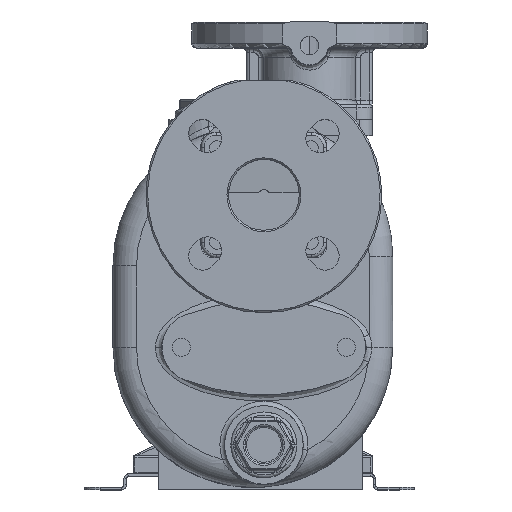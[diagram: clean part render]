
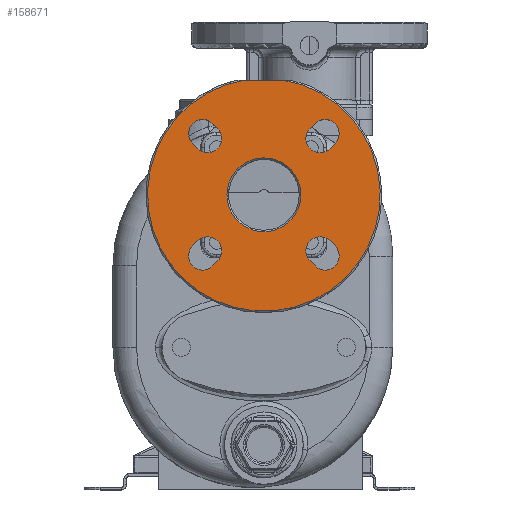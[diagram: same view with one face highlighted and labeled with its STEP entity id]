
A CAD part, top view. The second image highlights one B-rep face of the part: STEP entity #158671.
In plain terms, the highlighted planar face has unit normal (0, 0, 1).
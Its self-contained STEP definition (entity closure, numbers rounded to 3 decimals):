
#34526=CARTESIAN_POINT('',(7.,97.,132.));
#34527=DIRECTION('',(0.,0.,1.));
#34528=DIRECTION('',(-0.164,0.986,0.));
#34529=AXIS2_PLACEMENT_3D('',#34526,#34527,#34528);
#34552=DIRECTION('',(1.,0.,0.));
#34553=VECTOR('',#34552,24.249);
#34554=CARTESIAN_POINT('',(-5.124,170.,132.));
#34555=LINE('',#34554,#34553);
#34556=CARTESIAN_POINT('',(7.,97.,132.));
#34557=DIRECTION('',(0.,0.,1.));
#34558=DIRECTION('',(0.,1.,0.));
#34559=AXIS2_PLACEMENT_3D('',#34556,#34557,#34558);
#34561=CARTESIAN_POINT('',(7.,97.,132.));
#34562=DIRECTION('',(0.,0.,1.));
#34563=DIRECTION('',(0.,-1.,0.));
#34564=AXIS2_PLACEMENT_3D('',#34561,#34562,#34563);
#34566=DIRECTION('',(0.707,0.707,0.));
#34567=VECTOR('',#34566,4.5);
#34568=CARTESIAN_POINT('',(49.073,126.345,132.));
#34569=LINE('',#34568,#34567);
#34570=CARTESIAN_POINT('',(45.891,135.891,132.));
#34571=DIRECTION('',(0.,0.,1.));
#34572=DIRECTION('',(0.707,-0.707,0.));
#34573=AXIS2_PLACEMENT_3D('',#34570,#34571,#34572);
#34575=DIRECTION('',(-0.707,-0.707,0.));
#34576=VECTOR('',#34575,4.5);
#34577=CARTESIAN_POINT('',(39.527,142.255,132.));
#34578=LINE('',#34577,#34576);
#34579=CARTESIAN_POINT('',(42.709,132.709,132.));
#34580=DIRECTION('',(0.,0.,1.));
#34581=DIRECTION('',(-0.707,0.707,0.));
#34582=AXIS2_PLACEMENT_3D('',#34579,#34580,#34581);
#34584=DIRECTION('',(-0.707,0.707,0.));
#34585=VECTOR('',#34584,4.5);
#34586=CARTESIAN_POINT('',(-22.345,139.073,132.));
#34587=LINE('',#34586,#34585);
#34588=CARTESIAN_POINT('',(-31.891,135.891,132.));
#34589=DIRECTION('',(0.,0.,1.));
#34590=DIRECTION('',(0.707,0.707,0.));
#34591=AXIS2_PLACEMENT_3D('',#34588,#34589,#34590);
#34593=DIRECTION('',(0.707,-0.707,0.));
#34594=VECTOR('',#34593,4.5);
#34595=CARTESIAN_POINT('',(-38.255,129.527,132.));
#34596=LINE('',#34595,#34594);
#34597=CARTESIAN_POINT('',(-28.709,132.709,132.));
#34598=DIRECTION('',(0.,0.,1.));
#34599=DIRECTION('',(-0.707,-0.707,0.));
#34600=AXIS2_PLACEMENT_3D('',#34597,#34598,#34599);
#34602=DIRECTION('',(-0.707,-0.707,0.));
#34603=VECTOR('',#34602,4.5);
#34604=CARTESIAN_POINT('',(-35.073,67.655,132.));
#34605=LINE('',#34604,#34603);
#34606=CARTESIAN_POINT('',(-31.891,58.109,132.));
#34607=DIRECTION('',(0.,0.,1.));
#34608=DIRECTION('',(-0.707,0.707,0.));
#34609=AXIS2_PLACEMENT_3D('',#34606,#34607,#34608);
#34611=DIRECTION('',(0.707,0.707,0.));
#34612=VECTOR('',#34611,4.5);
#34613=CARTESIAN_POINT('',(-25.527,51.745,132.));
#34614=LINE('',#34613,#34612);
#34615=CARTESIAN_POINT('',(-28.709,61.291,132.));
#34616=DIRECTION('',(0.,0.,1.));
#34617=DIRECTION('',(0.707,-0.707,0.));
#34618=AXIS2_PLACEMENT_3D('',#34615,#34616,#34617);
#34620=DIRECTION('',(0.707,-0.707,0.));
#34621=VECTOR('',#34620,4.5);
#34622=CARTESIAN_POINT('',(36.345,54.927,132.));
#34623=LINE('',#34622,#34621);
#34624=CARTESIAN_POINT('',(45.891,58.109,132.));
#34625=DIRECTION('',(0.,0.,1.));
#34626=DIRECTION('',(-0.707,-0.707,0.));
#34627=AXIS2_PLACEMENT_3D('',#34624,#34625,#34626);
#34629=DIRECTION('',(-0.707,0.707,0.));
#34630=VECTOR('',#34629,4.5);
#34631=CARTESIAN_POINT('',(52.255,64.473,132.));
#34632=LINE('',#34631,#34630);
#34633=CARTESIAN_POINT('',(42.709,61.291,132.));
#34634=DIRECTION('',(0.,0.,1.));
#34635=DIRECTION('',(0.707,0.707,0.));
#34636=AXIS2_PLACEMENT_3D('',#34633,#34634,#34635);
#88811=CARTESIAN_POINT('',(49.073,126.345,132.));
#88812=CARTESIAN_POINT('',(52.255,129.527,132.));
#88813=VERTEX_POINT('',#88811);
#88814=VERTEX_POINT('',#88812);
#88815=CARTESIAN_POINT('',(39.527,142.255,132.));
#88816=VERTEX_POINT('',#88815);
#88817=CARTESIAN_POINT('',(36.345,139.073,132.));
#88818=VERTEX_POINT('',#88817);
#88827=CARTESIAN_POINT('',(-22.345,139.073,132.));
#88828=CARTESIAN_POINT('',(-25.527,142.255,132.));
#88829=VERTEX_POINT('',#88827);
#88830=VERTEX_POINT('',#88828);
#88831=CARTESIAN_POINT('',(-38.255,129.527,132.));
#88832=VERTEX_POINT('',#88831);
#88833=CARTESIAN_POINT('',(-35.073,126.345,132.));
#88834=VERTEX_POINT('',#88833);
#88843=CARTESIAN_POINT('',(-35.073,67.655,132.));
#88844=CARTESIAN_POINT('',(-38.255,64.473,132.));
#88845=VERTEX_POINT('',#88843);
#88846=VERTEX_POINT('',#88844);
#88847=CARTESIAN_POINT('',(-25.527,51.745,132.));
#88848=VERTEX_POINT('',#88847);
#88849=CARTESIAN_POINT('',(-22.345,54.927,132.));
#88850=VERTEX_POINT('',#88849);
#88859=CARTESIAN_POINT('',(36.345,54.927,132.));
#88860=CARTESIAN_POINT('',(39.527,51.745,132.));
#88861=VERTEX_POINT('',#88859);
#88862=VERTEX_POINT('',#88860);
#88863=CARTESIAN_POINT('',(52.255,64.473,132.));
#88864=VERTEX_POINT('',#88863);
#88865=CARTESIAN_POINT('',(49.073,67.655,132.));
#88866=VERTEX_POINT('',#88865);
#88875=CARTESIAN_POINT('',(-5.124,170.,132.));
#88876=CARTESIAN_POINT('',(19.124,170.,132.));
#88877=VERTEX_POINT('',#88875);
#88878=VERTEX_POINT('',#88876);
#89065=CARTESIAN_POINT('',(7.,120.5,132.));
#89066=CARTESIAN_POINT('',(7.,73.5,132.));
#89067=VERTEX_POINT('',#89065);
#89068=VERTEX_POINT('',#89066);
#158616=CARTESIAN_POINT('',(7.,97.,132.));
#158617=DIRECTION('',(0.,0.,1.));
#158618=DIRECTION('',(0.,-1.,0.));
#158619=AXIS2_PLACEMENT_3D('',#158616,#158617,#158618);
#158620=PLANE('',#158619);
#158621=ORIENTED_EDGE('',*,*,#158591,.T.);
#158622=ORIENTED_EDGE('',*,*,#158607,.F.);
#158623=EDGE_LOOP('',(#158621,#158622));
#158624=FACE_OUTER_BOUND('',#158623,.F.);
#158626=ORIENTED_EDGE('',*,*,#158625,.T.);
#158628=ORIENTED_EDGE('',*,*,#158627,.T.);
#158629=EDGE_LOOP('',(#158626,#158628));
#158630=FACE_BOUND('',#158629,.F.);
#158632=ORIENTED_EDGE('',*,*,#158631,.T.);
#158634=ORIENTED_EDGE('',*,*,#158633,.T.);
#158636=ORIENTED_EDGE('',*,*,#158635,.T.);
#158638=ORIENTED_EDGE('',*,*,#158637,.T.);
#158639=EDGE_LOOP('',(#158632,#158634,#158636,#158638));
#158640=FACE_BOUND('',#158639,.F.);
#158642=ORIENTED_EDGE('',*,*,#158641,.T.);
#158644=ORIENTED_EDGE('',*,*,#158643,.T.);
#158646=ORIENTED_EDGE('',*,*,#158645,.T.);
#158648=ORIENTED_EDGE('',*,*,#158647,.T.);
#158649=EDGE_LOOP('',(#158642,#158644,#158646,#158648));
#158650=FACE_BOUND('',#158649,.F.);
#158652=ORIENTED_EDGE('',*,*,#158651,.T.);
#158654=ORIENTED_EDGE('',*,*,#158653,.T.);
#158656=ORIENTED_EDGE('',*,*,#158655,.T.);
#158658=ORIENTED_EDGE('',*,*,#158657,.T.);
#158659=EDGE_LOOP('',(#158652,#158654,#158656,#158658));
#158660=FACE_BOUND('',#158659,.F.);
#158662=ORIENTED_EDGE('',*,*,#158661,.T.);
#158664=ORIENTED_EDGE('',*,*,#158663,.T.);
#158666=ORIENTED_EDGE('',*,*,#158665,.T.);
#158668=ORIENTED_EDGE('',*,*,#158667,.T.);
#158669=EDGE_LOOP('',(#158662,#158664,#158666,#158668));
#158670=FACE_BOUND('',#158669,.F.);
#158671=ADVANCED_FACE('',(#158624,#158630,#158640,#158650,#158660,#158670),
#158620,.T.);
#34530=CIRCLE('',#34529,74.);
#34560=CIRCLE('',#34559,23.5);
#34565=CIRCLE('',#34564,23.5);
#34574=CIRCLE('',#34573,9.);
#34583=CIRCLE('',#34582,9.);
#34592=CIRCLE('',#34591,9.);
#34601=CIRCLE('',#34600,9.);
#34610=CIRCLE('',#34609,9.);
#34619=CIRCLE('',#34618,9.);
#34628=CIRCLE('',#34627,9.);
#34637=CIRCLE('',#34636,9.);
#158591=EDGE_CURVE('',#88877,#88878,#34555,.T.);
#158607=EDGE_CURVE('',#88877,#88878,#34530,.T.);
#158625=EDGE_CURVE('',#89067,#89068,#34560,.T.);
#158627=EDGE_CURVE('',#89068,#89067,#34565,.T.);
#158631=EDGE_CURVE('',#88813,#88814,#34569,.T.);
#158633=EDGE_CURVE('',#88814,#88816,#34574,.T.);
#158635=EDGE_CURVE('',#88816,#88818,#34578,.T.);
#158637=EDGE_CURVE('',#88818,#88813,#34583,.T.);
#158641=EDGE_CURVE('',#88829,#88830,#34587,.T.);
#158643=EDGE_CURVE('',#88830,#88832,#34592,.T.);
#158645=EDGE_CURVE('',#88832,#88834,#34596,.T.);
#158647=EDGE_CURVE('',#88834,#88829,#34601,.T.);
#158651=EDGE_CURVE('',#88845,#88846,#34605,.T.);
#158653=EDGE_CURVE('',#88846,#88848,#34610,.T.);
#158655=EDGE_CURVE('',#88848,#88850,#34614,.T.);
#158657=EDGE_CURVE('',#88850,#88845,#34619,.T.);
#158661=EDGE_CURVE('',#88861,#88862,#34623,.T.);
#158663=EDGE_CURVE('',#88862,#88864,#34628,.T.);
#158665=EDGE_CURVE('',#88864,#88866,#34632,.T.);
#158667=EDGE_CURVE('',#88866,#88861,#34637,.T.);
